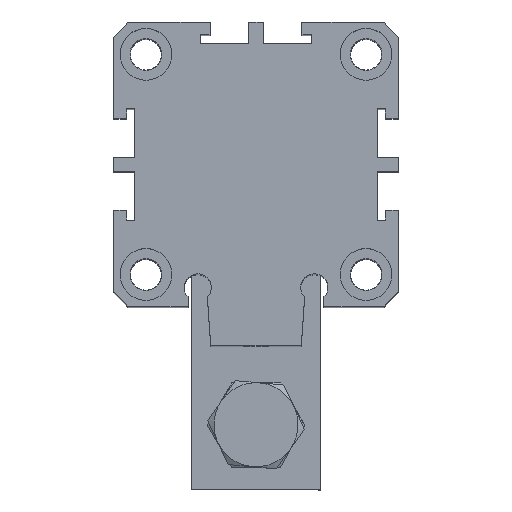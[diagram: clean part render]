
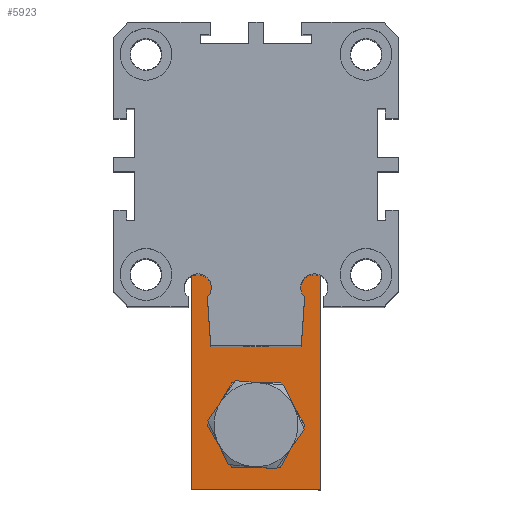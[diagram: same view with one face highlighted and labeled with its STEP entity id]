
A CAD part, top view. The second image highlights one B-rep face of the part: STEP entity #5923.
In plain terms, the highlighted planar face has unit normal (0, 0, 1).
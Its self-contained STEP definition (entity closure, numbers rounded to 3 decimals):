
#5419=CARTESIAN_POINT('',(-208.092,133.177,-56.712));
#5420=VERTEX_POINT('',#5419);
#5429=CARTESIAN_POINT('',(-208.092,139.824,-56.712));
#5430=VERTEX_POINT('',#5429);
#5431=CARTESIAN_POINT('',(-208.092,136.5,-56.712));
#5432=DIRECTION('',(0.0,0.0,-1.0));
#5433=DIRECTION('',(0.0,-1.0,0.0));
#5434=AXIS2_PLACEMENT_3D('',#5431,#5432,#5433);
#5435=CIRCLE('',#5434,3.324);
#5436=EDGE_CURVE('',#5430,#5420,#5435,.T.);
#5482=CARTESIAN_POINT('',(-208.092,172.35,-56.712));
#5483=VERTEX_POINT('',#5482);
#5492=CARTESIAN_POINT('',(-208.092,180.65,-56.712));
#5493=VERTEX_POINT('',#5492);
#5494=CARTESIAN_POINT('',(-208.092,176.5,-56.712));
#5495=DIRECTION('',(0.0,0.0,-1.0));
#5496=DIRECTION('',(0.0,-1.0,0.0));
#5497=AXIS2_PLACEMENT_3D('',#5494,#5495,#5496);
#5498=CIRCLE('',#5497,4.15);
#5499=EDGE_CURVE('',#5493,#5483,#5498,.T.);
#5587=CARTESIAN_POINT('',(-198.092,183.804,-56.712));
#5588=VERTEX_POINT('',#5587);
#5589=CARTESIAN_POINT('',(-201.092,189.,-56.712));
#5590=VERTEX_POINT('',#5589);
#5591=CARTESIAN_POINT('',(-198.092,183.804,-56.712));
#5592=DIRECTION('',(-0.5,0.866,0.0));
#5593=VECTOR('',#5592,6.);
#5594=LINE('',#5591,#5593);
#5595=EDGE_CURVE('',#5588,#5590,#5594,.T.);
#5627=CARTESIAN_POINT('',(-215.092,189.,-56.712));
#5628=VERTEX_POINT('',#5627);
#5629=CARTESIAN_POINT('',(-218.092,183.804,-56.712));
#5630=VERTEX_POINT('',#5629);
#5631=CARTESIAN_POINT('',(-215.092,189.,-56.712));
#5632=DIRECTION('',(-0.5,-0.866,0.0));
#5633=VECTOR('',#5632,6.);
#5634=LINE('',#5631,#5633);
#5635=EDGE_CURVE('',#5628,#5630,#5634,.T.);
#5668=CARTESIAN_POINT('',(-198.092,126.5,-56.712));
#5669=VERTEX_POINT('',#5668);
#5670=CARTESIAN_POINT('',(-198.092,126.5,-56.712));
#5671=DIRECTION('',(0.0,1.0,0.0));
#5672=VECTOR('',#5671,57.304);
#5673=LINE('',#5670,#5672);
#5674=EDGE_CURVE('',#5669,#5588,#5673,.T.);
#5830=CARTESIAN_POINT('',(-208.092,176.5,-56.712));
#5831=DIRECTION('',(0.0,0.0,-1.0));
#5832=DIRECTION('',(0.0,-1.0,0.0));
#5833=AXIS2_PLACEMENT_3D('',#5830,#5831,#5832);
#5834=CIRCLE('',#5833,4.15);
#5835=EDGE_CURVE('',#5483,#5493,#5834,.T.);
#5875=CARTESIAN_POINT('',(-208.092,136.5,-56.712));
#5876=DIRECTION('',(0.0,0.0,-1.0));
#5877=DIRECTION('',(0.0,-1.0,0.0));
#5878=AXIS2_PLACEMENT_3D('',#5875,#5876,#5877);
#5879=CIRCLE('',#5878,3.324);
#5880=EDGE_CURVE('',#5420,#5430,#5879,.T.);
#5885=CARTESIAN_POINT('',(-218.092,126.5,-56.712));
#5886=DIRECTION('',(0.0,0.0,1.0));
#5887=DIRECTION('',(-1.0,0.0,0.0));
#5888=AXIS2_PLACEMENT_3D('',#5885,#5886,#5887);
#5889=PLANE('',#5888);
#5890=ORIENTED_EDGE('',*,*,#5595,.T.);
#5891=CARTESIAN_POINT('',(-215.092,189.,-56.712));
#5892=DIRECTION('',(1.0,0.0,0.0));
#5893=VECTOR('',#5892,14.);
#5894=LINE('',#5891,#5893);
#5895=EDGE_CURVE('',#5628,#5590,#5894,.T.);
#5896=ORIENTED_EDGE('',*,*,#5895,.F.);
#5897=ORIENTED_EDGE('',*,*,#5635,.T.);
#5898=CARTESIAN_POINT('',(-218.092,126.5,-56.712));
#5899=VERTEX_POINT('',#5898);
#5900=CARTESIAN_POINT('',(-218.092,183.804,-56.712));
#5901=DIRECTION('',(0.0,-1.0,0.0));
#5902=VECTOR('',#5901,57.304);
#5903=LINE('',#5900,#5902);
#5904=EDGE_CURVE('',#5630,#5899,#5903,.T.);
#5905=ORIENTED_EDGE('',*,*,#5904,.T.);
#5906=CARTESIAN_POINT('',(-218.092,126.5,-56.712));
#5907=DIRECTION('',(1.0,0.0,0.0));
#5908=VECTOR('',#5907,20.0);
#5909=LINE('',#5906,#5908);
#5910=EDGE_CURVE('',#5899,#5669,#5909,.T.);
#5911=ORIENTED_EDGE('',*,*,#5910,.T.);
#5912=ORIENTED_EDGE('',*,*,#5674,.T.);
#5913=EDGE_LOOP('',(#5890,#5896,#5897,#5905,#5911,#5912));
#5914=FACE_OUTER_BOUND('',#5913,.T.);
#5915=ORIENTED_EDGE('',*,*,#5499,.T.);
#5916=ORIENTED_EDGE('',*,*,#5835,.T.);
#5917=EDGE_LOOP('',(#5915,#5916));
#5918=FACE_BOUND('',#5917,.T.);
#5919=ORIENTED_EDGE('',*,*,#5436,.T.);
#5920=ORIENTED_EDGE('',*,*,#5880,.T.);
#5921=EDGE_LOOP('',(#5919,#5920));
#5922=FACE_BOUND('',#5921,.T.);
#5923=ADVANCED_FACE('',(#5914,#5918,#5922),#5889,.T.);
